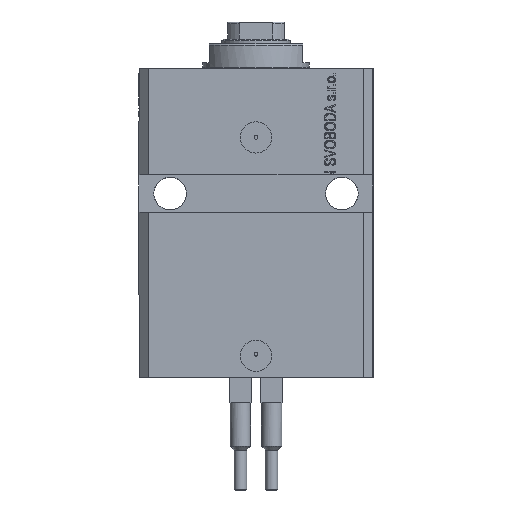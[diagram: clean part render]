
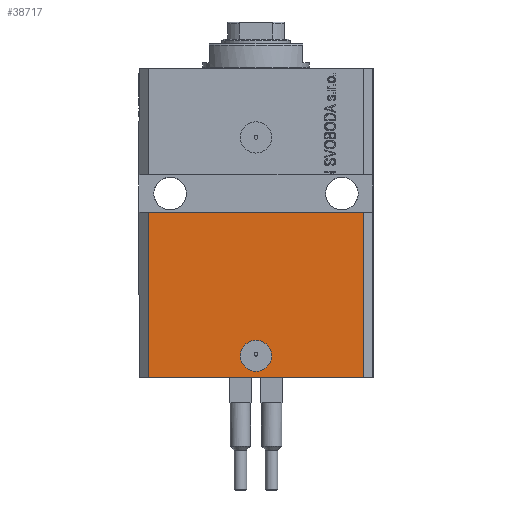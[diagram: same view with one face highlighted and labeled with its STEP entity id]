
A CAD part, front view. The second image highlights one B-rep face of the part: STEP entity #38717.
In plain terms, the highlighted planar face has unit normal (0, -1, 0).
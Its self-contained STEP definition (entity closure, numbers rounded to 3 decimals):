
#967 = VERTEX_POINT ( 'NONE', #3742 ) ;
#1185 = ORIENTED_EDGE ( 'NONE', *, *, #19881, .T. ) ;
#2541 = DIRECTION ( 'NONE',  ( 1., 0., 0. ) ) ;
#3111 = DIRECTION ( 'NONE',  ( 0., 0., 1. ) ) ;
#3317 = EDGE_CURVE ( 'NONE', #43845, #967, #43196, .T. ) ;
#3556 = DIRECTION ( 'NONE',  ( 0., 0., -1. ) ) ;
#3742 = CARTESIAN_POINT ( 'NONE',  ( -34.5, -27.5, -46. ) ) ;
#4118 = EDGE_CURVE ( 'NONE', #41909, #47736, #7419, .T. ) ;
#4536 = CARTESIAN_POINT ( 'NONE',  ( 34.5, -27.5, -99. ) ) ;
#4590 = EDGE_CURVE ( 'NONE', #47736, #41909, #26121, .T. ) ;
#6030 = CARTESIAN_POINT ( 'NONE',  ( -34.5, -27.5, -99. ) ) ;
#7007 = CARTESIAN_POINT ( 'NONE',  ( 34.5, -27.5, -99. ) ) ;
#7251 = DIRECTION ( 'NONE',  ( 1., 0., 0. ) ) ;
#7419 = CIRCLE ( 'NONE', #35444, 5. ) ;
#8422 = DIRECTION ( 'NONE',  ( 0., -1., 0. ) ) ;
#8951 = CARTESIAN_POINT ( 'NONE',  ( -5., -27.5, -92. ) ) ;
#9705 = DIRECTION ( 'NONE',  ( 0., -1., 0. ) ) ;
#11396 = CARTESIAN_POINT ( 'NONE',  ( 0., -27.5, -92. ) ) ;
#13281 = CARTESIAN_POINT ( 'NONE',  ( -37.5, -27.5, -46. ) ) ;
#13999 = VECTOR ( 'NONE', #2541, 1000. ) ;
#17505 = EDGE_CURVE ( 'NONE', #967, #25132, #46631, .T. ) ;
#18288 = EDGE_LOOP ( 'NONE', ( #22545, #41415 ) ) ;
#18762 = VECTOR ( 'NONE', #22260, 1000. ) ;
#18867 = LINE ( 'NONE', #33964, #18762 ) ;
#19328 = EDGE_CURVE ( 'NONE', #43845, #44087, #18867, .T. ) ;
#19713 = DIRECTION ( 'NONE',  ( 1., 0., 0. ) ) ;
#19881 = EDGE_CURVE ( 'NONE', #44087, #25132, #40374, .T. ) ;
#21659 = ORIENTED_EDGE ( 'NONE', *, *, #3317, .F. ) ;
#22159 = ORIENTED_EDGE ( 'NONE', *, *, #17505, .F. ) ;
#22260 = DIRECTION ( 'NONE',  ( 1., 0., 0. ) ) ;
#22545 = ORIENTED_EDGE ( 'NONE', *, *, #4118, .F. ) ;
#23756 = VECTOR ( 'NONE', #29290, 1000. ) ;
#25132 = VERTEX_POINT ( 'NONE', #40693 ) ;
#26121 = CIRCLE ( 'NONE', #40907, 5. ) ;
#27335 = VECTOR ( 'NONE', #3111, 1000. ) ;
#29290 = DIRECTION ( 'NONE',  ( 0., 0., 1. ) ) ;
#30320 = EDGE_LOOP ( 'NONE', ( #22159, #21659, #33610, #1185 ) ) ;
#30586 = FACE_OUTER_BOUND ( 'NONE', #30320, .T. ) ;
#30962 = CARTESIAN_POINT ( 'NONE',  ( 5., -27.5, -92. ) ) ;
#33316 = DIRECTION ( 'NONE',  ( 0., -1., 0. ) ) ;
#33610 = ORIENTED_EDGE ( 'NONE', *, *, #19328, .T. ) ;
#33964 = CARTESIAN_POINT ( 'NONE',  ( -34.5, -27.5, -99. ) ) ;
#34754 = AXIS2_PLACEMENT_3D ( 'NONE', #41791, #8422, #3556 ) ;
#35444 = AXIS2_PLACEMENT_3D ( 'NONE', #11396, #33316, #7251 ) ;
#36131 = CARTESIAN_POINT ( 'NONE',  ( -34.5, -27.5, -99. ) ) ;
#38717 = ADVANCED_FACE ( 'NONE', ( #44961, #30586 ), #45438, .T. ) ;
#38945 = CARTESIAN_POINT ( 'NONE',  ( 0., -27.5, -92. ) ) ;
#40374 = LINE ( 'NONE', #7007, #27335 ) ;
#40693 = CARTESIAN_POINT ( 'NONE',  ( 34.5, -27.5, -46. ) ) ;
#40907 = AXIS2_PLACEMENT_3D ( 'NONE', #38945, #9705, #19713 ) ;
#41415 = ORIENTED_EDGE ( 'NONE', *, *, #4590, .F. ) ;
#41791 = CARTESIAN_POINT ( 'NONE',  ( -34.5, -27.5, -99. ) ) ;
#41909 = VERTEX_POINT ( 'NONE', #30962 ) ;
#43196 = LINE ( 'NONE', #36131, #23756 ) ;
#43845 = VERTEX_POINT ( 'NONE', #6030 ) ;
#44087 = VERTEX_POINT ( 'NONE', #4536 ) ;
#44961 = FACE_BOUND ( 'NONE', #18288, .T. ) ;
#45438 = PLANE ( 'NONE',  #34754 ) ;
#46631 = LINE ( 'NONE', #13281, #13999 ) ;
#47736 = VERTEX_POINT ( 'NONE', #8951 ) ;
